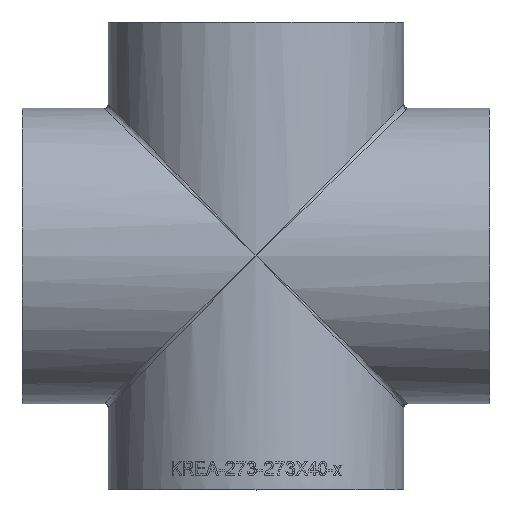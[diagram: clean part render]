
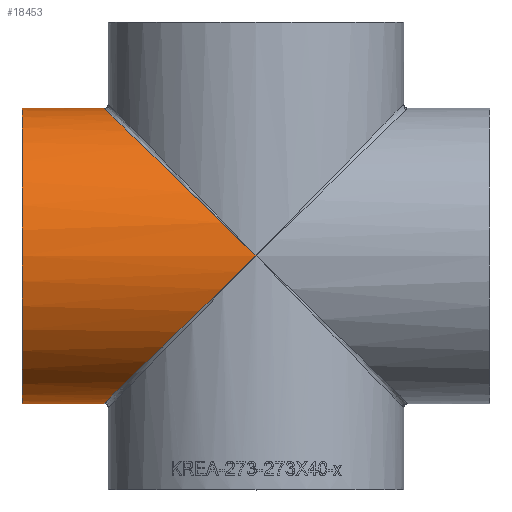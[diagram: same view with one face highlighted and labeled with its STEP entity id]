
A CAD part, top view. The second image highlights one B-rep face of the part: STEP entity #18453.
In plain terms, the highlighted cylindrical face has radius 136.5 mm (diameter 273 mm), a full revolution.
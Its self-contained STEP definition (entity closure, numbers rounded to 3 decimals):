
#1944 = CARTESIAN_POINT ( 'NONE',  ( 0., 0., 136.5 ) ) ;
#3574 = VERTEX_POINT ( 'NONE', #18551 ) ;
#4989 = AXIS2_PLACEMENT_3D ( 'NONE', #5098, #30131, #17435 ) ;
#5098 = CARTESIAN_POINT ( 'NONE',  ( 216., 0., 0. ) ) ;
#6058 = CARTESIAN_POINT ( 'NONE',  ( 0., 0., 136.5 ) ) ;
#6083 = ORIENTED_EDGE ( 'NONE', *, *, #28813, .T. ) ;
#8060 = ORIENTED_EDGE ( 'NONE', *, *, #22756, .F. ) ;
#8571 = CARTESIAN_POINT ( 'NONE',  ( 0., 0., -136.5 ) ) ;
#9824 = CIRCLE ( 'NONE', #32721, 136.5 ) ;
#12087 = CARTESIAN_POINT ( 'NONE',  ( -281., 273., -136.5 ) ) ;
#17067 = CARTESIAN_POINT ( 'NONE',  ( -281., 273., 136.5 ) ) ;
#17435 = DIRECTION ( 'NONE',  ( 0., 0., 1. ) ) ;
#17583 =( BOUNDED_CURVE ( )  B_SPLINE_CURVE ( 3, ( #1944, #17067, #12087, #27088 ),
 .UNSPECIFIED., .F., .T. ) 
 B_SPLINE_CURVE_WITH_KNOTS ( ( 4, 4 ),
 ( 4.712, 7.854 ),
 .UNSPECIFIED. ) 
 CURVE ( )  GEOMETRIC_REPRESENTATION_ITEM ( )  RATIONAL_B_SPLINE_CURVE ( ( 1., 0.333, 0.333, 1. ) ) 
 REPRESENTATION_ITEM ( '' )  );
#17775 = EDGE_CURVE ( 'NONE', #28064, #24979, #17583, .T. ) ;
#18453 = ADVANCED_FACE ( 'NONE', ( #19768, #24805 ), #19933, .T. ) ;
#18506 = DIRECTION ( 'NONE',  ( -1., 0., 0. ) ) ;
#18551 = CARTESIAN_POINT ( 'NONE',  ( -216., 0., 136.5 ) ) ;
#18713 = CARTESIAN_POINT ( 'NONE',  ( -281., -273., -136.5 ) ) ;
#19768 = FACE_OUTER_BOUND ( 'NONE', #20189, .T. ) ;
#19933 = CYLINDRICAL_SURFACE ( 'NONE', #4989, 136.5 ) ;
#20189 = EDGE_LOOP ( 'NONE', ( #8060 ) ) ;
#20979 = ORIENTED_EDGE ( 'NONE', *, *, #17775, .T. ) ;
#22531 = CARTESIAN_POINT ( 'NONE',  ( -216., 0., 0. ) ) ;
#22756 = EDGE_CURVE ( 'NONE', #3574, #3574, #9824, .T. ) ;
#23017 = CARTESIAN_POINT ( 'NONE',  ( 0., 0., -136.5 ) ) ;
#23691 = DIRECTION ( 'NONE',  ( 0., 0., 1. ) ) ;
#24805 = FACE_OUTER_BOUND ( 'NONE', #25067, .T. ) ;
#24979 = VERTEX_POINT ( 'NONE', #23017 ) ;
#25067 = EDGE_LOOP ( 'NONE', ( #6083, #20979 ) ) ;
#27088 = CARTESIAN_POINT ( 'NONE',  ( 0., 0., -136.5 ) ) ;
#28064 = VERTEX_POINT ( 'NONE', #28184 ) ;
#28184 = CARTESIAN_POINT ( 'NONE',  ( 0., 0., 136.5 ) ) ;
#28813 = EDGE_CURVE ( 'NONE', #24979, #28064, #28972, .T. ) ;
#28917 = CARTESIAN_POINT ( 'NONE',  ( -281., -273., 136.5 ) ) ;
#28972 =( BOUNDED_CURVE ( )  B_SPLINE_CURVE ( 3, ( #8571, #18713, #28917, #6058 ),
 .UNSPECIFIED., .F., .T. ) 
 B_SPLINE_CURVE_WITH_KNOTS ( ( 4, 4 ),
 ( 4.712, 7.854 ),
 .UNSPECIFIED. ) 
 CURVE ( )  GEOMETRIC_REPRESENTATION_ITEM ( )  RATIONAL_B_SPLINE_CURVE ( ( 1., 0.333, 0.333, 1. ) ) 
 REPRESENTATION_ITEM ( '' )  );
#30131 = DIRECTION ( 'NONE',  ( -1., 0., 0. ) ) ;
#32721 = AXIS2_PLACEMENT_3D ( 'NONE', #22531, #18506, #23691 ) ;
